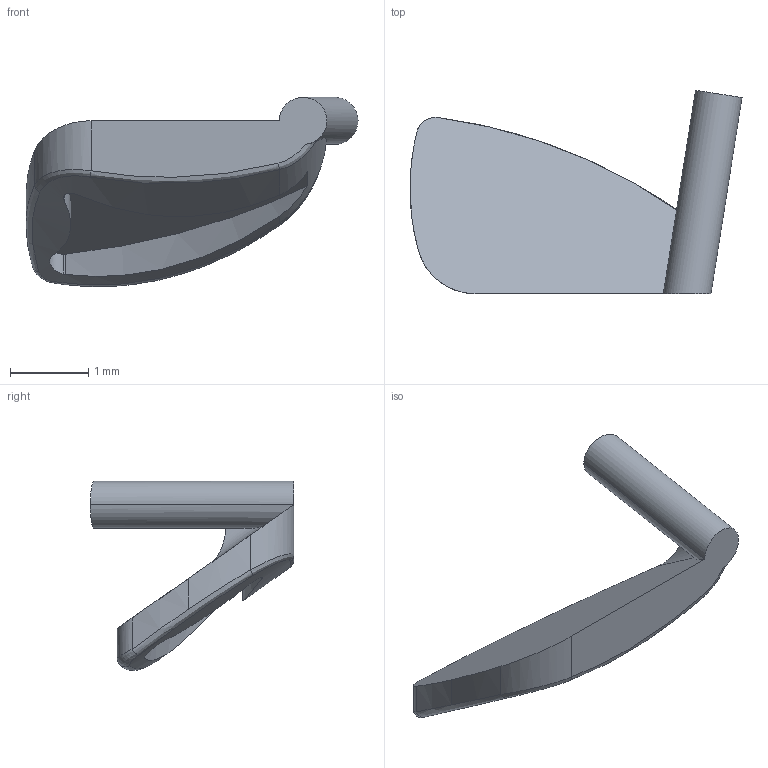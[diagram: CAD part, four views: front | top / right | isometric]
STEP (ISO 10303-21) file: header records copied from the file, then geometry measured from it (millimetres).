
FILE_DESCRIPTION(('produced by SPATIAL CORP'),'2;1');
FILE_NAME('iron.hh.sat.stp', '2002-04-19T11:17:11+00:00',('SPATIAL CORP'),('SPATIAL CORP'), 'ACIS STEP Husk','http://www.spatial.com','SPATIAL CORP');
FILE_SCHEMA(('CONFIG_CONTROL_DESIGN'));
Length unit declared in the file: millimetre
Products named in the file (1): PRODUCT_ID_1
Bounding box: 4.23 x 2.59 x 2.41 mm (x, y, z)
Volume: 4.1 mm3; surface area: 28.5 mm2
Topology: 1 solids, 1 shells, 30 faces, 77 edges, 49 vertices
Faces by surface type: cylinder 18, bspline 7, plane 5
Entity records: 2457 total; most frequent: CARTESIAN_POINT 1755, ORIENTED_EDGE 154, DIRECTION 94, EDGE_CURVE 77, VERTEX_POINT 49, AXIS2_PLACEMENT_3D 37, B_SPLINE_CURVE_WITH_KNOTS 31, EDGE_LOOP 30
